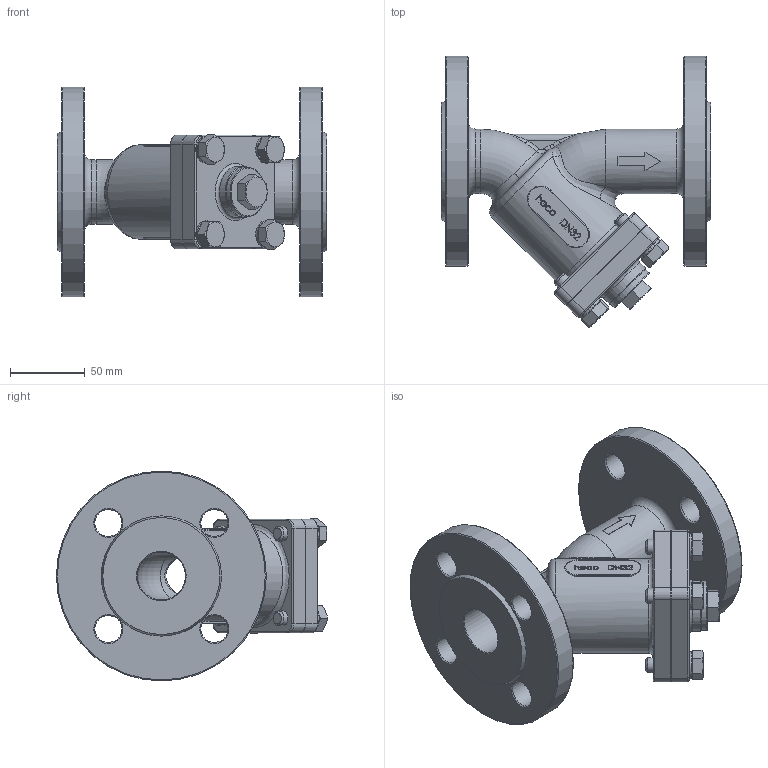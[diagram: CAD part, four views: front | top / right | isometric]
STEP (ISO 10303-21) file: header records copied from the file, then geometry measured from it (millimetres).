
FILE_DESCRIPTION (( 'STEP AP214' ), '1' );
FILE_NAME ('SFFL-032 Schmutzfänger mit Flansch 2010.STEP', '2020-10-02T10:34:24', ( '' ), ( '' ), 'SwSTEP 2.0', 'SolidWorks 2019', '' );
FILE_SCHEMA (( 'AUTOMOTIVE_DESIGN' ));
Length unit declared in the file: millimetre
Products named in the file (1): SFFL-032 Schmutzfänger mit Flansch 2010
Bounding box: 180 x 180.87 x 140 mm (x, y, z)
Volume: 810717 mm3; surface area: 145665.2 mm2
Topology: 1 solids, 1 shells, 532 faces, 1353 edges, 858 vertices
Faces by surface type: plane 242, bspline 161, cylinder 56, torus 43, cone 30
Full cylindrical faces by diameter (mm): 10 x4, 18 x12, 32 x4, 33 x1, 34 x1, 43 x2, 63 x1, 140 x2
Entity records: 27895 total; most frequent: CARTESIAN_POINT 13661, ORIENTED_EDGE 2476, DIRECTION 1841, EDGE_CURVE 1238, VERTEX_POINT 823, EDGE_LOOP 665, VECTOR 625, LINE 625
